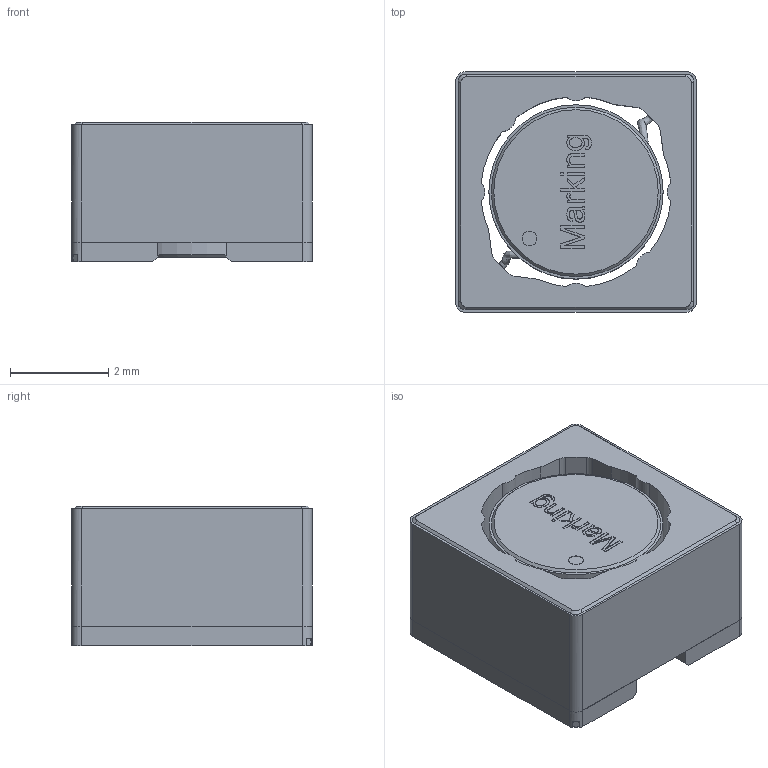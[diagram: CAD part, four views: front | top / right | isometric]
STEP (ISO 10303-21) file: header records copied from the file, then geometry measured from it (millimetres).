
FILE_DESCRIPTION( ( 'Unknown' ), '1' );
FILE_NAME( '74408053xxx.stp', 'Unknown', ( 'Unknown' ), ( 'Unknown' ), 'PSStep 21.0.46', 'Unknown', ' ' );
FILE_SCHEMA( ( 'AUTOMOTIVE_DESIGN { 1 0 10303 214 1 1 1 1 }' ) );
Length unit declared in the file: millimetre
Products named in the file (6): Assem1; shielding ring; core; coil
Assembly tree (5 placements, depth 2):
  Assem1
    shielding ring
    shielding ring
    shielding ring
    core
    coil
Bounding box: 4.9 x 4.9 x 2.85 mm (x, y, z)
Volume: 52.6 mm3; surface area: 265.4 mm2
Topology: 5 solids, 5 shells, 210 faces, 537 edges, 352 vertices
Faces by surface type: plane 126, cylinder 53, extrusion 16, cone 8, bspline 5, torus 2
Full cylindrical faces by diameter (mm): 0.15 x3, 0.3 x1, 2.4 x1, 3.55 x2
Entity records: 10651 total; most frequent: CARTESIAN_POINT 4040, ORIENTED_EDGE 1022, DIRECTION 923, EDGE_CURVE 511, VERTEX_POINT 344, AXIS2_PLACEMENT_3D 330, VECTOR 263, EDGE_LOOP 247
